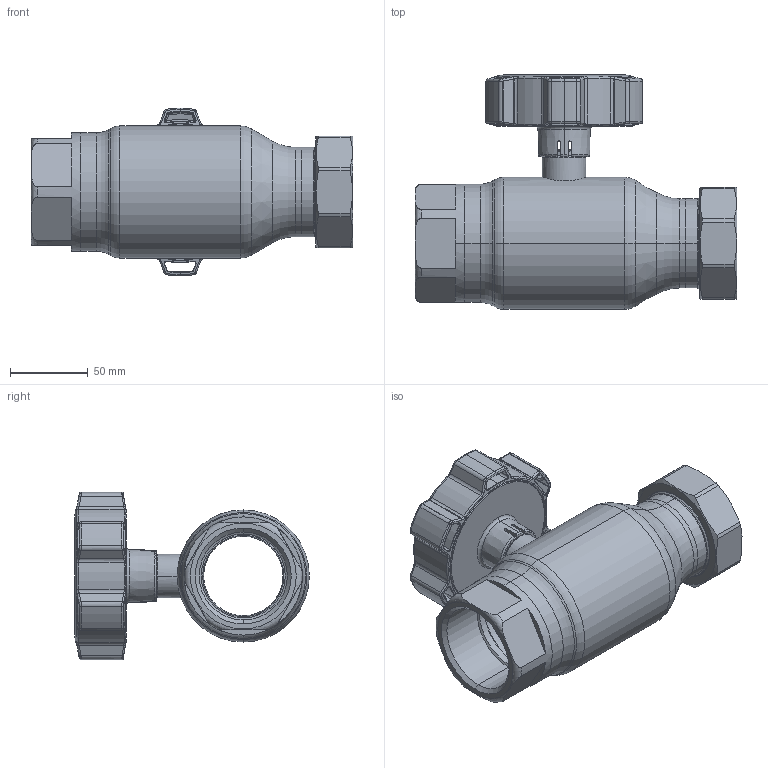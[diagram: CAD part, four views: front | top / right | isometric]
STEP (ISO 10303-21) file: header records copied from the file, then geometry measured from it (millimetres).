
FILE_DESCRIPTION (( 'STEP AP214' ), '1' );
FILE_NAME ('1050002200-1200.step', '2024-01-15T11:45:20', ( '' ), ( '' ), 'SwSTEP 2.0', 'SolidWorks 2021', '' );
FILE_SCHEMA (( 'AUTOMOTIVE_DESIGN' ));
Length unit declared in the file: millimetre
Products named in the file (1): 1050002200-1200
Bounding box: 207.2 x 151 x 107.98 mm (x, y, z)
Surface area: 125880.6 mm2 (no closed solid volume)
Topology: 0 solids, 13 shells, 529 faces, 1547 edges, 1000 vertices
Faces by surface type: bspline 142, cylinder 138, plane 106, torus 77, cone 61, sphere 5
Entity records: 31433 total; most frequent: CARTESIAN_POINT 13027, ORIENTED_EDGE 2707, DIRECTION 2304, EDGE_CURVE 1547, VERTEX_POINT 1000, AXIS2_PLACEMENT_3D 922, EDGE_LOOP 562, CIRCLE 534
